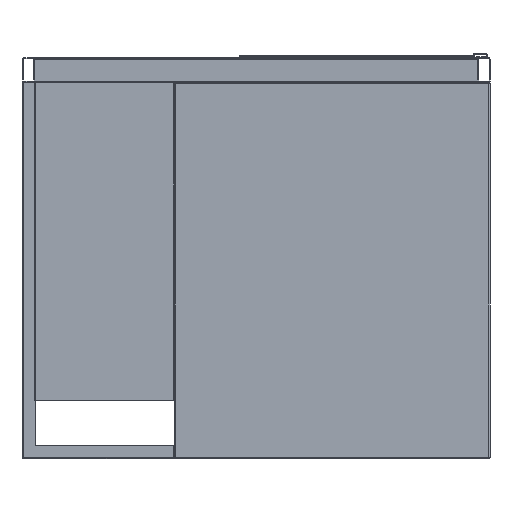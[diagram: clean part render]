
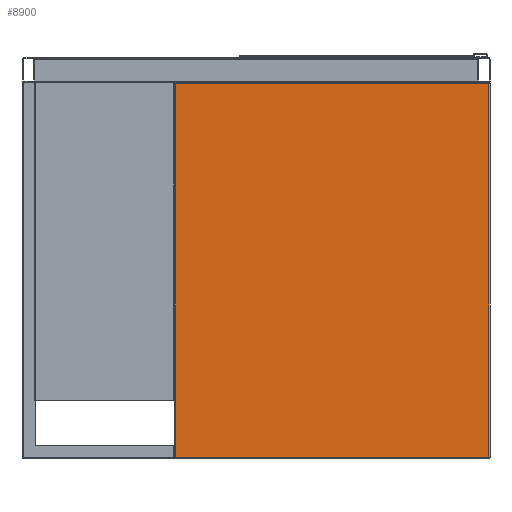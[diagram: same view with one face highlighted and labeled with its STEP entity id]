
A CAD part, front view. The second image highlights one B-rep face of the part: STEP entity #8900.
In plain terms, the highlighted planar face has unit normal (0, -1, 0).
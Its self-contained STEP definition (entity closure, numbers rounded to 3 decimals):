
#151 = LINE ( 'NONE', #15319, #31086 ) ;
#638 = ORIENTED_EDGE ( 'NONE', *, *, #23587, .T. ) ;
#1879 = VERTEX_POINT ( 'NONE', #27734 ) ;
#2830 = CARTESIAN_POINT ( 'NONE',  ( 258., -255., -42. ) ) ;
#2996 = DIRECTION ( 'NONE',  ( 0., -1., 0. ) ) ;
#3016 = VERTEX_POINT ( 'NONE', #2830 ) ;
#3307 = DIRECTION ( 'NONE',  ( 0., 0., -1. ) ) ;
#3844 = ORIENTED_EDGE ( 'NONE', *, *, #16081, .T. ) ;
#4806 = EDGE_CURVE ( 'NONE', #3016, #10822, #151, .T. ) ;
#8259 = LINE ( 'NONE', #23713, #25419 ) ;
#8281 = CARTESIAN_POINT ( 'NONE',  ( -260., -255., -660. ) ) ;
#8900 = ADVANCED_FACE ( 'Fl�che8', ( #10747 ), #13535, .T. ) ;
#10735 = EDGE_LOOP ( 'NONE', ( #32419, #21550, #638, #3844 ) ) ;
#10747 = FACE_OUTER_BOUND ( 'NONE', #10735, .T. ) ;
#10822 = VERTEX_POINT ( 'NONE', #13229 ) ;
#11398 = AXIS2_PLACEMENT_3D ( 'NONE', #8281, #2996, #18306 ) ;
#11942 = LINE ( 'NONE', #19656, #18931 ) ;
#13229 = CARTESIAN_POINT ( 'NONE',  ( -258., -255., -42. ) ) ;
#13535 = PLANE ( 'NONE',  #11398 ) ;
#14319 = CARTESIAN_POINT ( 'NONE',  ( -260., -255., -658. ) ) ;
#15319 = CARTESIAN_POINT ( 'NONE',  ( -260., -255., -42. ) ) ;
#16081 = EDGE_CURVE ( 'NONE', #1879, #3016, #11942, .T. ) ;
#16794 = EDGE_CURVE ( 'NONE', #10822, #31299, #8259, .T. ) ;
#17356 = DIRECTION ( 'NONE',  ( 0., 0., 1. ) ) ;
#18306 = DIRECTION ( 'NONE',  ( 0., 0., -1. ) ) ;
#18931 = VECTOR ( 'NONE', #17356, 1000. ) ;
#19656 = CARTESIAN_POINT ( 'NONE',  ( 258., -255., -660. ) ) ;
#19728 = DIRECTION ( 'NONE',  ( 1., 0., 0. ) ) ;
#21086 = CARTESIAN_POINT ( 'NONE',  ( -258., -255., -658. ) ) ;
#21550 = ORIENTED_EDGE ( 'NONE', *, *, #16794, .T. ) ;
#21859 = LINE ( 'NONE', #14319, #25807 ) ;
#23587 = EDGE_CURVE ( 'NONE', #31299, #1879, #21859, .T. ) ;
#23713 = CARTESIAN_POINT ( 'NONE',  ( -258., -255., -660. ) ) ;
#25345 = DIRECTION ( 'NONE',  ( -1., 0., 0. ) ) ;
#25419 = VECTOR ( 'NONE', #3307, 1000. ) ;
#25807 = VECTOR ( 'NONE', #19728, 1000. ) ;
#27734 = CARTESIAN_POINT ( 'NONE',  ( 258., -255., -658. ) ) ;
#31086 = VECTOR ( 'NONE', #25345, 1000. ) ;
#31299 = VERTEX_POINT ( 'NONE', #21086 ) ;
#32419 = ORIENTED_EDGE ( 'NONE', *, *, #4806, .T. ) ;
